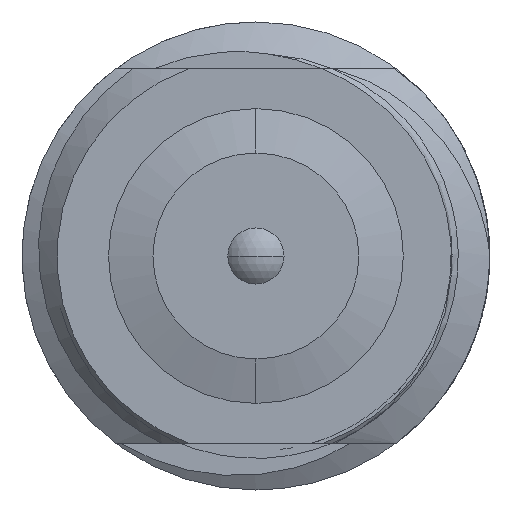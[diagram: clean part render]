
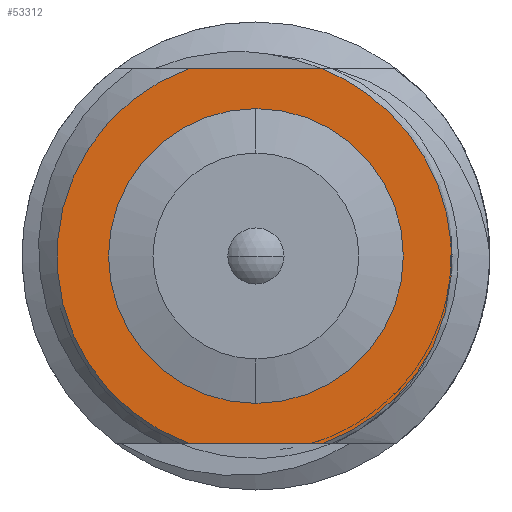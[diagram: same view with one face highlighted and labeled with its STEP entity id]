
A CAD part, left-side view. The second image highlights one B-rep face of the part: STEP entity #53312.
In plain terms, the highlighted planar face has unit normal (-1, 0, 0).
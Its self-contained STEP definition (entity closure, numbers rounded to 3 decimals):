
#781 = DIRECTION ( 'NONE',  ( -1., 0., 0. ) ) ;
#1163 = LINE ( 'NONE', #26944, #19364 ) ;
#2041 = EDGE_CURVE ( 'NONE', #41657, #51307, #1163, .T. ) ;
#3388 = CARTESIAN_POINT ( 'NONE',  ( 2.2, -3.299, 2.579 ) ) ;
#3751 = CARTESIAN_POINT ( 'NONE',  ( 2.2, 0., 0. ) ) ;
#4023 = VERTEX_POINT ( 'NONE', #6093 ) ;
#4109 = CARTESIAN_POINT ( 'NONE',  ( 2.2, -4.175, -0.501 ) ) ;
#4957 = DIRECTION ( 'NONE',  ( 0., 0., 1. ) ) ;
#6093 = CARTESIAN_POINT ( 'NONE',  ( 2.2, 0., -3.15 ) ) ;
#6337 = ORIENTED_EDGE ( 'NONE', *, *, #2041, .T. ) ;
#6553 = CARTESIAN_POINT ( 'NONE',  ( 2.2, 1.436, -4. ) ) ;
#7501 = DIRECTION ( 'NONE',  ( 0., 0., -1. ) ) ;
#7619 = CARTESIAN_POINT ( 'NONE',  ( 2.2, 0., 0. ) ) ;
#8150 = CARTESIAN_POINT ( 'NONE',  ( 2.2, 0., 3.15 ) ) ;
#8211 = CARTESIAN_POINT ( 'NONE',  ( 2.2, 3.15, 0. ) ) ;
#8251 = CARTESIAN_POINT ( 'NONE',  ( 2.2, -3.906, -1.661 ) ) ;
#8655 = AXIS2_PLACEMENT_3D ( 'NONE', #13631, #781, #4957 ) ;
#9737 = AXIS2_PLACEMENT_3D ( 'NONE', #7619, #53526, #19972 ) ;
#10391 = ORIENTED_EDGE ( 'NONE', *, *, #12131, .T. ) ;
#11269 = FACE_BOUND ( 'NONE', #37750, .T. ) ;
#12131 = EDGE_CURVE ( 'NONE', #17572, #37411, #35049, .T. ) ;
#12433 = CARTESIAN_POINT ( 'NONE',  ( 2.2, -4.067, 0.976 ) ) ;
#12617 = DIRECTION ( 'NONE',  ( 0., 0., 1. ) ) ;
#13342 = ORIENTED_EDGE ( 'NONE', *, *, #16130, .F. ) ;
#13559 = AXIS2_PLACEMENT_3D ( 'NONE', #16973, #50361, #12617 ) ;
#13631 = CARTESIAN_POINT ( 'NONE',  ( 2.2, 0., 0. ) ) ;
#14722 = DIRECTION ( 'NONE',  ( 0., -1., 0. ) ) ;
#15549 = EDGE_CURVE ( 'NONE', #21446, #4023, #45144, .T. ) ;
#15902 = DIRECTION ( 'NONE',  ( 0., 0., 1. ) ) ;
#16130 = EDGE_CURVE ( 'NONE', #22156, #37411, #45459, .T. ) ;
#16393 = PLANE ( 'NONE',  #45187 ) ;
#16973 = CARTESIAN_POINT ( 'NONE',  ( 2.2, 0., 0. ) ) ;
#17572 = VERTEX_POINT ( 'NONE', #36880 ) ;
#17944 = CARTESIAN_POINT ( 'NONE',  ( 2.2, -3.111, 2.808 ) ) ;
#18098 = CARTESIAN_POINT ( 'NONE',  ( 2.2, -1.436, -4. ) ) ;
#19364 = VECTOR ( 'NONE', #39434, 1000. ) ;
#19972 = DIRECTION ( 'NONE',  ( 0., 0., 1. ) ) ;
#20263 = CARTESIAN_POINT ( 'NONE',  ( 2.2, -3.785, -1.932 ) ) ;
#21446 = VERTEX_POINT ( 'NONE', #8150 ) ;
#21966 = CARTESIAN_POINT ( 'NONE',  ( 2.2, -1.419, 4. ) ) ;
#22156 = VERTEX_POINT ( 'NONE', #29932 ) ;
#23281 = EDGE_CURVE ( 'NONE', #22156, #41657, #49934, .T. ) ;
#24094 = DIRECTION ( 'NONE',  ( -1., 0., 0. ) ) ;
#24648 = EDGE_CURVE ( 'NONE', #51307, #17572, #42108, .T. ) ;
#24775 = DIRECTION ( 'NONE',  ( 1., 0., 0. ) ) ;
#26157 = CARTESIAN_POINT ( 'NONE',  ( 2.2, -1.96, 3.747 ) ) ;
#26944 = CARTESIAN_POINT ( 'NONE',  ( 2.2, 3.15, -4. ) ) ;
#27935 = VECTOR ( 'NONE', #14722, 1000. ) ;
#28275 = CARTESIAN_POINT ( 'NONE',  ( 2.2, -3.627, 2.081 ) ) ;
#29002 = CARTESIAN_POINT ( 'NONE',  ( 2.2, -4.136, -0.8 ) ) ;
#29932 = CARTESIAN_POINT ( 'NONE',  ( 2.2, 1.436, 4. ) ) ;
#29951 = ORIENTED_EDGE ( 'NONE', *, *, #15549, .F. ) ;
#30303 = AXIS2_PLACEMENT_3D ( 'NONE', #3751, #24094, #15902 ) ;
#32082 = FACE_OUTER_BOUND ( 'NONE', #35830, .T. ) ;
#33157 = CARTESIAN_POINT ( 'NONE',  ( 2.2, -4.192, 0.09 ) ) ;
#35049 = B_SPLINE_CURVE_WITH_KNOTS ( 'NONE', 3,
 ( #20263, #8251, #53811, #29002, #4109, #33157, #37320, #12433, #41483, #53088, #28275, #3388, #17944, #38304, #46656, #26157, #38645, #21966 ),
 .UNSPECIFIED., .F., .F.,
 ( 4, 2, 2, 2, 2, 2, 2, 2, 4 ),
 ( 0.001, 0.002, 0.003, 0.004, 0.005, 0.006, 0.006, 0.007, 0.008 ),
 .UNSPECIFIED. ) ;
#35143 = ORIENTED_EDGE ( 'NONE', *, *, #23281, .T. ) ;
#35830 = EDGE_LOOP ( 'NONE', ( #53283, #10391, #13342, #35143, #6337 ) ) ;
#36880 = CARTESIAN_POINT ( 'NONE',  ( 2.2, -3.785, -1.932 ) ) ;
#37320 = CARTESIAN_POINT ( 'NONE',  ( 2.2, -4.171, 0.386 ) ) ;
#37411 = VERTEX_POINT ( 'NONE', #52702 ) ;
#37750 = EDGE_LOOP ( 'NONE', ( #29951, #45312 ) ) ;
#38304 = CARTESIAN_POINT ( 'NONE',  ( 2.2, -2.69, 3.229 ) ) ;
#38645 = CARTESIAN_POINT ( 'NONE',  ( 2.2, -1.697, 3.886 ) ) ;
#39434 = DIRECTION ( 'NONE',  ( 0., -1., 0. ) ) ;
#41483 = CARTESIAN_POINT ( 'NONE',  ( 2.2, -3.985, 1.263 ) ) ;
#41657 = VERTEX_POINT ( 'NONE', #6553 ) ;
#42108 = CIRCLE ( 'NONE', #9737, 4.25 ) ;
#43810 = CIRCLE ( 'NONE', #13559, 3.15 ) ;
#45144 = CIRCLE ( 'NONE', #8655, 3.15 ) ;
#45187 = AXIS2_PLACEMENT_3D ( 'NONE', #8211, #24775, #7501 ) ;
#45312 = ORIENTED_EDGE ( 'NONE', *, *, #48741, .F. ) ;
#45459 = LINE ( 'NONE', #47412, #27935 ) ;
#46656 = CARTESIAN_POINT ( 'NONE',  ( 2.2, -2.455, 3.419 ) ) ;
#47412 = CARTESIAN_POINT ( 'NONE',  ( 2.2, 3.15, 4. ) ) ;
#48741 = EDGE_CURVE ( 'NONE', #4023, #21446, #43810, .T. ) ;
#49934 = CIRCLE ( 'NONE', #30303, 4.25 ) ;
#50361 = DIRECTION ( 'NONE',  ( -1., 0., 0. ) ) ;
#51307 = VERTEX_POINT ( 'NONE', #18098 ) ;
#52702 = CARTESIAN_POINT ( 'NONE',  ( 2.2, -1.419, 4. ) ) ;
#53088 = CARTESIAN_POINT ( 'NONE',  ( 2.2, -3.766, 1.814 ) ) ;
#53283 = ORIENTED_EDGE ( 'NONE', *, *, #24648, .T. ) ;
#53312 = ADVANCED_FACE ( 'NONE', ( #11269, #32082 ), #16393, .F. ) ;
#53526 = DIRECTION ( 'NONE',  ( -1., 0., 0. ) ) ;
#53811 = CARTESIAN_POINT ( 'NONE',  ( 2.2, -4.001, -1.381 ) ) ;
